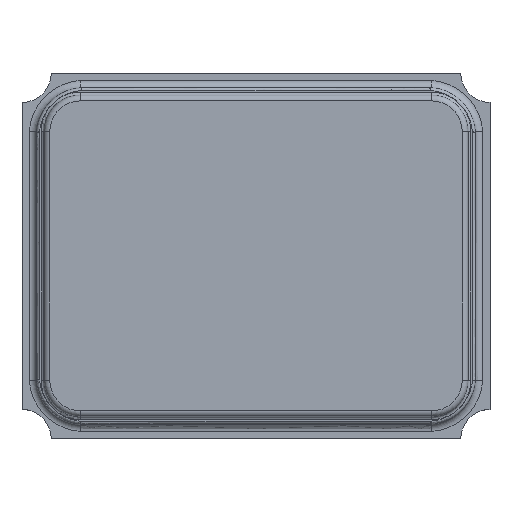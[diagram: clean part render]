
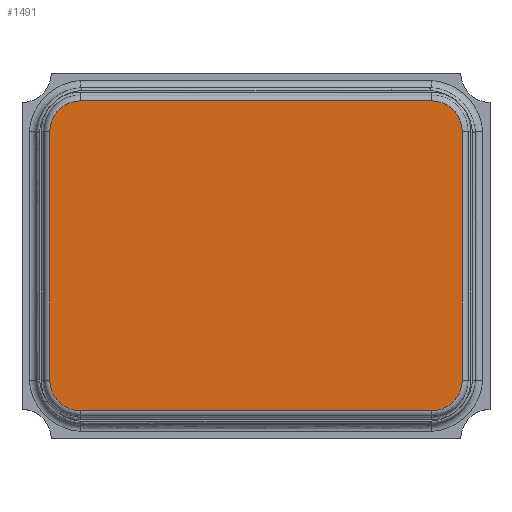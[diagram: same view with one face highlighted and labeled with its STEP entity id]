
A CAD part, top view. The second image highlights one B-rep face of the part: STEP entity #1491.
In plain terms, the highlighted planar face has unit normal (0, 0, 1).
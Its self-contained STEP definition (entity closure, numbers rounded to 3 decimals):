
#1491 = ADVANCED_FACE('',(#1492),#1562,.T.);
#1492 = FACE_BOUND('',#1493,.T.);
#1493 = EDGE_LOOP('',(#1494,#1505,#1513,#1522,#1530,#1539,#1547,#1556));
#1494 = ORIENTED_EDGE('',*,*,#1495,.T.);
#1495 = EDGE_CURVE('',#1496,#1498,#1500,.T.);
#1496 = VERTEX_POINT('',#1497);
#1497 = CARTESIAN_POINT('',(-1.41,-0.85,0.6));
#1498 = VERTEX_POINT('',#1499);
#1499 = CARTESIAN_POINT('',(-1.2,-1.06,0.6));
#1500 = CIRCLE('',#1501,0.21);
#1501 = AXIS2_PLACEMENT_3D('',#1502,#1503,#1504);
#1502 = CARTESIAN_POINT('',(-1.2,-0.85,0.6));
#1503 = DIRECTION('',(0.,0.,1.));
#1504 = DIRECTION('',(1.,0.,0.));
#1505 = ORIENTED_EDGE('',*,*,#1506,.T.);
#1506 = EDGE_CURVE('',#1498,#1507,#1509,.T.);
#1507 = VERTEX_POINT('',#1508);
#1508 = CARTESIAN_POINT('',(1.2,-1.06,0.6));
#1509 = LINE('',#1510,#1511);
#1510 = CARTESIAN_POINT('',(1.2,-1.06,0.6));
#1511 = VECTOR('',#1512,1.);
#1512 = DIRECTION('',(1.,0.,0.));
#1513 = ORIENTED_EDGE('',*,*,#1514,.T.);
#1514 = EDGE_CURVE('',#1507,#1515,#1517,.T.);
#1515 = VERTEX_POINT('',#1516);
#1516 = CARTESIAN_POINT('',(1.41,-0.85,0.6));
#1517 = CIRCLE('',#1518,0.21);
#1518 = AXIS2_PLACEMENT_3D('',#1519,#1520,#1521);
#1519 = CARTESIAN_POINT('',(1.2,-0.85,0.6));
#1520 = DIRECTION('',(0.,0.,1.));
#1521 = DIRECTION('',(1.,0.,0.));
#1522 = ORIENTED_EDGE('',*,*,#1523,.T.);
#1523 = EDGE_CURVE('',#1515,#1524,#1526,.T.);
#1524 = VERTEX_POINT('',#1525);
#1525 = CARTESIAN_POINT('',(1.41,0.85,0.6));
#1526 = LINE('',#1527,#1528);
#1527 = CARTESIAN_POINT('',(1.41,0.85,0.6));
#1528 = VECTOR('',#1529,1.);
#1529 = DIRECTION('',(0.,1.,0.));
#1530 = ORIENTED_EDGE('',*,*,#1531,.T.);
#1531 = EDGE_CURVE('',#1524,#1532,#1534,.T.);
#1532 = VERTEX_POINT('',#1533);
#1533 = CARTESIAN_POINT('',(1.2,1.06,0.6));
#1534 = CIRCLE('',#1535,0.21);
#1535 = AXIS2_PLACEMENT_3D('',#1536,#1537,#1538);
#1536 = CARTESIAN_POINT('',(1.2,0.85,0.6));
#1537 = DIRECTION('',(0.,0.,1.));
#1538 = DIRECTION('',(1.,0.,0.));
#1539 = ORIENTED_EDGE('',*,*,#1540,.T.);
#1540 = EDGE_CURVE('',#1532,#1541,#1543,.T.);
#1541 = VERTEX_POINT('',#1542);
#1542 = CARTESIAN_POINT('',(-1.2,1.06,0.6));
#1543 = LINE('',#1544,#1545);
#1544 = CARTESIAN_POINT('',(-1.2,1.06,0.6));
#1545 = VECTOR('',#1546,1.);
#1546 = DIRECTION('',(-1.,0.,0.));
#1547 = ORIENTED_EDGE('',*,*,#1548,.T.);
#1548 = EDGE_CURVE('',#1541,#1549,#1551,.T.);
#1549 = VERTEX_POINT('',#1550);
#1550 = CARTESIAN_POINT('',(-1.41,0.85,0.6));
#1551 = CIRCLE('',#1552,0.21);
#1552 = AXIS2_PLACEMENT_3D('',#1553,#1554,#1555);
#1553 = CARTESIAN_POINT('',(-1.2,0.85,0.6));
#1554 = DIRECTION('',(0.,0.,1.));
#1555 = DIRECTION('',(1.,0.,0.));
#1556 = ORIENTED_EDGE('',*,*,#1557,.T.);
#1557 = EDGE_CURVE('',#1549,#1496,#1558,.T.);
#1558 = LINE('',#1559,#1560);
#1559 = CARTESIAN_POINT('',(-1.41,-0.85,0.6));
#1560 = VECTOR('',#1561,1.);
#1561 = DIRECTION('',(0.,-1.,0.));
#1562 = PLANE('',#1563);
#1563 = AXIS2_PLACEMENT_3D('',#1564,#1565,#1566);
#1564 = CARTESIAN_POINT('',(-1.2,-0.85,0.6));
#1565 = DIRECTION('',(0.,0.,1.));
#1566 = DIRECTION('',(1.,0.,0.));
